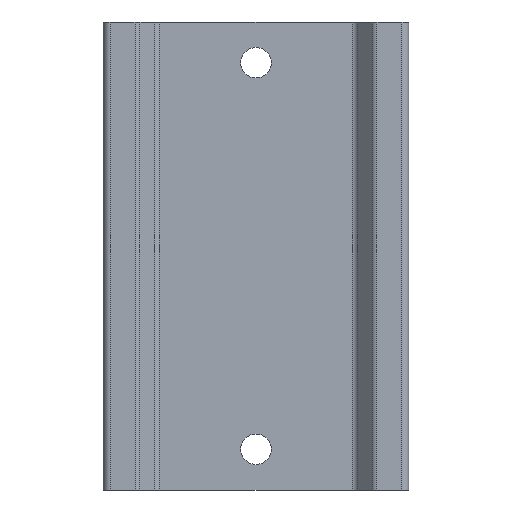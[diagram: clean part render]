
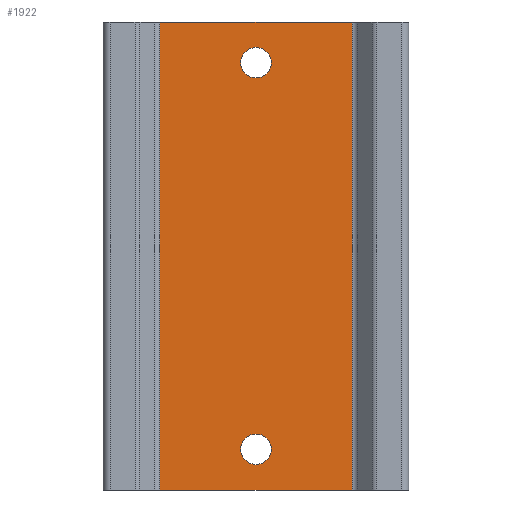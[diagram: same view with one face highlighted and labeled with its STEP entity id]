
A CAD part, front view. The second image highlights one B-rep face of the part: STEP entity #1922.
In plain terms, the highlighted planar face has unit normal (0, -1, 0).
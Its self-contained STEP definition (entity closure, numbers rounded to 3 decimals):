
#37 = FACE_BOUND ( 'NONE', #3058, .T. ) ;
#76 = CARTESIAN_POINT ( 'NONE',  ( 22.5, 3., 6. ) ) ;
#183 = CIRCLE ( 'NONE', #1997, 2.25 ) ;
#268 = CARTESIAN_POINT ( 'NONE',  ( 22.5, 3., 3.75 ) ) ;
#323 = VERTEX_POINT ( 'NONE', #268 ) ;
#356 = DIRECTION ( 'NONE',  ( 0., 0., 1. ) ) ;
#571 = ORIENTED_EDGE ( 'NONE', *, *, #1222, .F. ) ;
#587 = EDGE_CURVE ( 'NONE', #2553, #2411, #2560, .T. ) ;
#621 = ORIENTED_EDGE ( 'NONE', *, *, #1923, .T. ) ;
#686 = LINE ( 'NONE', #3630, #2253 ) ;
#856 = EDGE_LOOP ( 'NONE', ( #1740, #3403 ) ) ;
#885 = EDGE_LOOP ( 'NONE', ( #571, #621, #2527, #3549 ) ) ;
#915 = VECTOR ( 'NONE', #2360, 1000. ) ;
#985 = DIRECTION ( 'NONE',  ( 0., 1., 0. ) ) ;
#1018 = CARTESIAN_POINT ( 'NONE',  ( 8.335, 3., 69. ) ) ;
#1074 = ORIENTED_EDGE ( 'NONE', *, *, #3448, .T. ) ;
#1157 = CARTESIAN_POINT ( 'NONE',  ( 22.5, 3., 65.25 ) ) ;
#1187 = DIRECTION ( 'NONE',  ( 0., 1., 0. ) ) ;
#1222 = EDGE_CURVE ( 'NONE', #2530, #2687, #3632, .T. ) ;
#1236 = VECTOR ( 'NONE', #2384, 1000. ) ;
#1340 = CARTESIAN_POINT ( 'NONE',  ( 8.335, 3., 0. ) ) ;
#1547 = AXIS2_PLACEMENT_3D ( 'NONE', #2466, #3318, #3041 ) ;
#1671 = DIRECTION ( 'NONE',  ( 1., 0., 0. ) ) ;
#1683 = DIRECTION ( 'NONE',  ( 0., 1., 0. ) ) ;
#1740 = ORIENTED_EDGE ( 'NONE', *, *, #2047, .T. ) ;
#1890 = CIRCLE ( 'NONE', #2506, 2.25 ) ;
#1892 = CARTESIAN_POINT ( 'NONE',  ( 22.5, 3., 8.25 ) ) ;
#1906 = CARTESIAN_POINT ( 'NONE',  ( 22.5, 3., 60.75 ) ) ;
#1918 = DIRECTION ( 'NONE',  ( 0., 0., -1. ) ) ;
#1922 = ADVANCED_FACE ( 'NONE', ( #2973, #37, #2401 ), #2756, .F. ) ;
#1923 = EDGE_CURVE ( 'NONE', #2530, #3021, #686, .T. ) ;
#1936 = AXIS2_PLACEMENT_3D ( 'NONE', #2911, #1187, #3198 ) ;
#1997 = AXIS2_PLACEMENT_3D ( 'NONE', #76, #2092, #356 ) ;
#2047 = EDGE_CURVE ( 'NONE', #2411, #2553, #2809, .T. ) ;
#2092 = DIRECTION ( 'NONE',  ( 0., 1., 0. ) ) ;
#2095 = VERTEX_POINT ( 'NONE', #3110 ) ;
#2100 = VECTOR ( 'NONE', #1671, 1000. ) ;
#2253 = VECTOR ( 'NONE', #1918, 1000. ) ;
#2274 = CARTESIAN_POINT ( 'NONE',  ( 7.9, 3., 0. ) ) ;
#2285 = CARTESIAN_POINT ( 'NONE',  ( 36.665, 3., 69. ) ) ;
#2360 = DIRECTION ( 'NONE',  ( 1., 0., 0. ) ) ;
#2384 = DIRECTION ( 'NONE',  ( 0., 0., 1. ) ) ;
#2401 = FACE_OUTER_BOUND ( 'NONE', #885, .T. ) ;
#2411 = VERTEX_POINT ( 'NONE', #1157 ) ;
#2466 = CARTESIAN_POINT ( 'NONE',  ( 7.9, 3., 69. ) ) ;
#2506 = AXIS2_PLACEMENT_3D ( 'NONE', #2708, #985, #3001 ) ;
#2521 = VERTEX_POINT ( 'NONE', #1892 ) ;
#2527 = ORIENTED_EDGE ( 'NONE', *, *, #3410, .T. ) ;
#2530 = VERTEX_POINT ( 'NONE', #1018 ) ;
#2531 = AXIS2_PLACEMENT_3D ( 'NONE', #3391, #1683, #3690 ) ;
#2553 = VERTEX_POINT ( 'NONE', #1906 ) ;
#2559 = LINE ( 'NONE', #2274, #915 ) ;
#2560 = CIRCLE ( 'NONE', #1936, 2.25 ) ;
#2657 = CARTESIAN_POINT ( 'NONE',  ( 36.665, 3., 69. ) ) ;
#2687 = VERTEX_POINT ( 'NONE', #2285 ) ;
#2708 = CARTESIAN_POINT ( 'NONE',  ( 22.5, 3., 6. ) ) ;
#2756 = PLANE ( 'NONE',  #1547 ) ;
#2809 = CIRCLE ( 'NONE', #2531, 2.25 ) ;
#2880 = ORIENTED_EDGE ( 'NONE', *, *, #2898, .T. ) ;
#2898 = EDGE_CURVE ( 'NONE', #323, #2521, #1890, .T. ) ;
#2911 = CARTESIAN_POINT ( 'NONE',  ( 22.5, 3., 63. ) ) ;
#2973 = FACE_BOUND ( 'NONE', #856, .T. ) ;
#3001 = DIRECTION ( 'NONE',  ( 0., 0., 1. ) ) ;
#3021 = VERTEX_POINT ( 'NONE', #1340 ) ;
#3041 = DIRECTION ( 'NONE',  ( 0., 0., 1. ) ) ;
#3058 = EDGE_LOOP ( 'NONE', ( #1074, #2880 ) ) ;
#3110 = CARTESIAN_POINT ( 'NONE',  ( 36.665, 3., 0. ) ) ;
#3143 = EDGE_CURVE ( 'NONE', #2095, #2687, #3528, .T. ) ;
#3198 = DIRECTION ( 'NONE',  ( 0., 0., 1. ) ) ;
#3318 = DIRECTION ( 'NONE',  ( 0., 1., 0. ) ) ;
#3381 = CARTESIAN_POINT ( 'NONE',  ( 7.9, 3., 69. ) ) ;
#3391 = CARTESIAN_POINT ( 'NONE',  ( 22.5, 3., 63. ) ) ;
#3403 = ORIENTED_EDGE ( 'NONE', *, *, #587, .T. ) ;
#3410 = EDGE_CURVE ( 'NONE', #3021, #2095, #2559, .T. ) ;
#3448 = EDGE_CURVE ( 'NONE', #2521, #323, #183, .T. ) ;
#3528 = LINE ( 'NONE', #2657, #1236 ) ;
#3549 = ORIENTED_EDGE ( 'NONE', *, *, #3143, .T. ) ;
#3630 = CARTESIAN_POINT ( 'NONE',  ( 8.335, 3., 0. ) ) ;
#3632 = LINE ( 'NONE', #3381, #2100 ) ;
#3690 = DIRECTION ( 'NONE',  ( 0., 0., 1. ) ) ;
